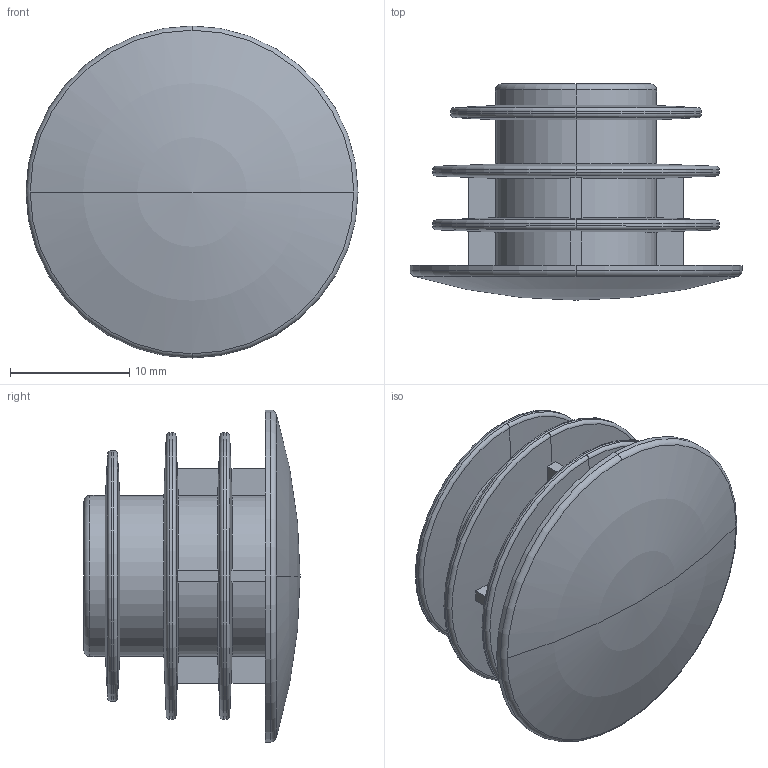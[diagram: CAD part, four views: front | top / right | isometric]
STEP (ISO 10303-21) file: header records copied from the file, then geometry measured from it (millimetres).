
FILE_DESCRIPTION (( 'STEP AP214' ), '1' );
FILE_NAME ('B318 Çàãëóøêà òîðöåâàÿ äëÿ òðóáû Ô28.STEP', '2023-11-13T10:14:25', ( '' ), ( '' ), 'SwSTEP 2.0', 'SolidWorks 2022', '' );
FILE_SCHEMA (( 'AUTOMOTIVE_DESIGN' ));
Length unit declared in the file: millimetre
Products named in the file (1): B318 Заглушка торцевая для трубы Ф28
Bounding box: 27.8 x 18.1 x 27.8 mm (x, y, z)
Volume: 2442.1 mm3; surface area: 4185.6 mm2
Topology: 1 solids, 1 shells, 80 faces, 200 edges, 120 vertices
Faces by surface type: plane 26, cylinder 22, torus 16, cone 12, sphere 4
Entity records: 3326 total; most frequent: CARTESIAN_POINT 573, DIRECTION 390, ORIENTED_EDGE 388, EDGE_CURVE 194, AXIS2_PLACEMENT_3D 163, VERTEX_POINT 118, UNCERTAINTY_MEASURE_WITH_UNIT 83, COLOUR_RGB 82
